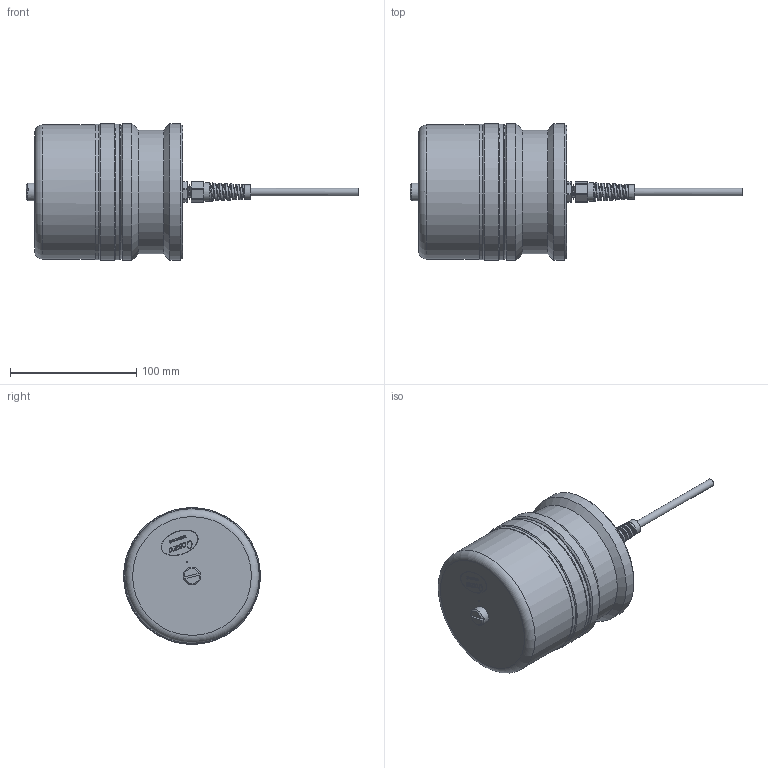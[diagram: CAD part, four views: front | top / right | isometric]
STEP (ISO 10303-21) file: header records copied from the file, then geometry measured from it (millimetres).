
FILE_DESCRIPTION (( 'STEP AP214' ), '1' );
FILE_NAME ('PAA00883-C.STEP', '2021-11-03T15:37:05', ( '' ), ( '' ), 'SwSTEP 2.0', 'SolidWorks 2018', '' );
FILE_SCHEMA (( 'AUTOMOTIVE_DESIGN' ));
Length unit declared in the file: millimetre
Products named in the file (2): PAA00883-C
Bounding box: 262.62 x 108.4 x 108.4 mm (x, y, z)
Volume: 1012519.9 mm3; surface area: 74677.1 mm2
Topology: 1 solids, 5 shells, 388 faces, 1024 edges, 676 vertices
Faces by surface type: bspline 168, plane 154, cylinder 41, cone 23, torus 2
Full cylindrical faces by diameter (mm): 4.8 x1, 4.9 x1, 6 x1, 7.3 x1, 7.874 x1, 8.128 x6, 11.684 x1, 11.938 x1, 12 x1, 14 x1, 14.986 x1, 98 x1, 104 x1, 106 x4, 107 x2, 107.4 x1, 108 x2, 108.4 x1
Entity records: 27620 total; most frequent: CARTESIAN_POINT 15287, ORIENTED_EDGE 1904, DIRECTION 1120, EDGE_CURVE 952, VERTEX_POINT 651, VECTOR 500, LINE 500, EDGE_LOOP 463
